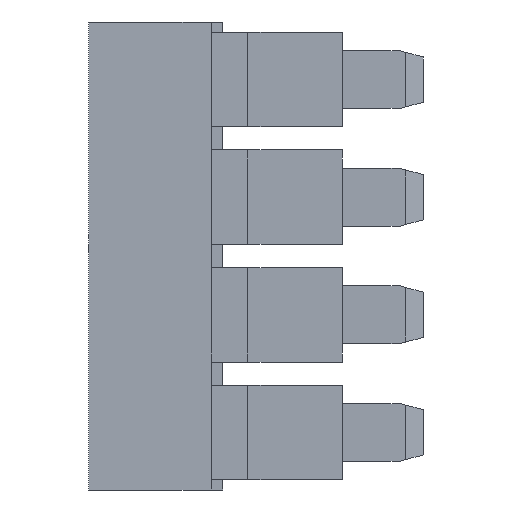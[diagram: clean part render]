
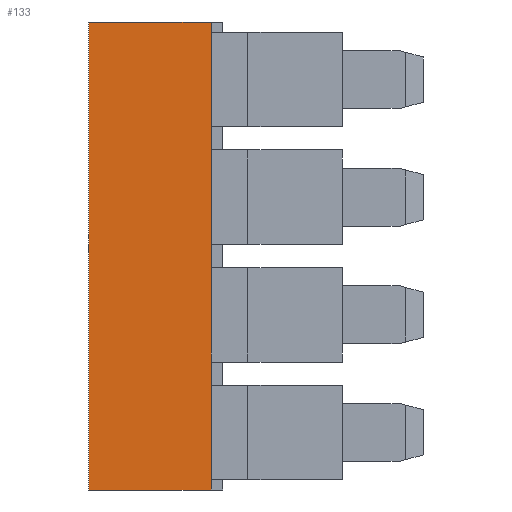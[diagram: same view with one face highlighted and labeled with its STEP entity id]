
A CAD part, left-side view. The second image highlights one B-rep face of the part: STEP entity #133.
In plain terms, the highlighted planar face has unit normal (-1, 0, 0).
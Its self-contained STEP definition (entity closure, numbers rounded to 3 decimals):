
#133=ADVANCED_FACE('',(#320),#227,.F.);
#227=PLANE('',#2002);
#320=FACE_OUTER_BOUND('',#412,.T.);
#412=EDGE_LOOP('',(#657,#658,#659,#660));
#657=ORIENTED_EDGE('',*,*,#1243,.F.);
#658=ORIENTED_EDGE('',*,*,#1256,.F.);
#659=ORIENTED_EDGE('',*,*,#1291,.F.);
#660=ORIENTED_EDGE('',*,*,#1290,.F.);
#1049=VERTEX_POINT('',#2640);
#1050=VERTEX_POINT('',#2641);
#1059=VERTEX_POINT('',#2666);
#1087=VERTEX_POINT('',#2730);
#1243=EDGE_CURVE('',#1049,#1050,#1507,.T.);
#1256=EDGE_CURVE('',#1059,#1049,#1520,.T.);
#1290=EDGE_CURVE('',#1050,#1087,#1554,.T.);
#1291=EDGE_CURVE('',#1087,#1059,#1555,.T.);
#1507=LINE('',#2639,#1769);
#1520=LINE('',#2665,#1782);
#1554=LINE('',#2733,#1816);
#1555=LINE('',#2735,#1817);
#1769=VECTOR('',#2168,1.);
#1782=VECTOR('',#2187,1.);
#1816=VECTOR('',#2229,1.);
#1817=VECTOR('',#2232,1.);
#2002=AXIS2_PLACEMENT_3D('',#2736,#2233,#2234);
#2168=DIRECTION('',(0.,1.,0.));
#2187=DIRECTION('',(0.,0.,-1.));
#2229=DIRECTION('',(0.,0.,1.));
#2232=DIRECTION('',(0.,-1.,0.));
#2233=DIRECTION('',(1.,0.,0.));
#2234=DIRECTION('',(0.,0.,-1.));
#2639=CARTESIAN_POINT('',(-2.,0.,-12.7));
#2640=CARTESIAN_POINT('',(-2.,15.7,-12.7));
#2641=CARTESIAN_POINT('',(-2.,21.,-12.7));
#2665=CARTESIAN_POINT('',(-2.,15.7,-2.9));
#2666=CARTESIAN_POINT('',(-2.,15.7,7.6));
#2730=CARTESIAN_POINT('',(-2.,21.,7.6));
#2733=CARTESIAN_POINT('',(-2.,21.,-12.4));
#2735=CARTESIAN_POINT('',(-2.,0.,7.6));
#2736=CARTESIAN_POINT('',(-2.,0.,-10.2));
